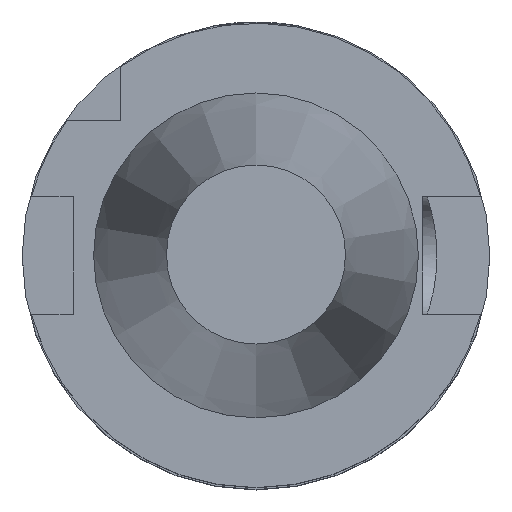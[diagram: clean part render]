
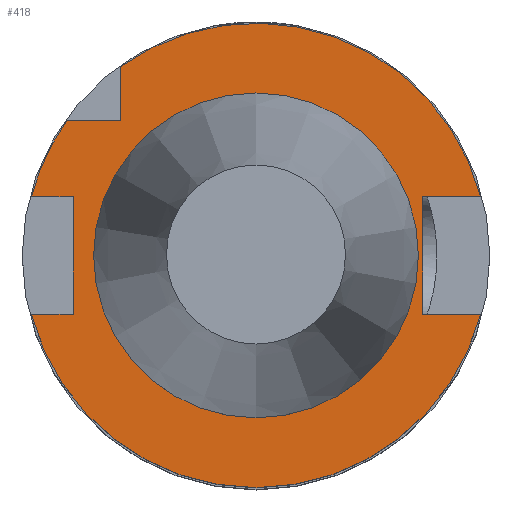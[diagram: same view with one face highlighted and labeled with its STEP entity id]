
A CAD part, top view. The second image highlights one B-rep face of the part: STEP entity #418.
In plain terms, the highlighted planar face has unit normal (0, 0, 1).
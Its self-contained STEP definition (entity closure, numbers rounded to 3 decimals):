
#204=EDGE_CURVE('240[2]',#583,#559,#584,.T.);
#211=EDGE_CURVE('240[2]',#595,#583,#596,.T.);
#226=EDGE_CURVE('240[2]',#618,#619,#620,.T.);
#238=EDGE_CURVE('240[2]',#637,#638,#639,.T.);
#243=EDGE_CURVE('240[2]',#645,#619,#646,.T.);
#262=EDGE_CURVE('240[2]',#559,#678,#679,.T.);
#275=EDGE_CURVE('240[2]',#695,#695,#696,.T.);
#316=EDGE_CURVE('240[2]',#595,#638,#755,.T.);
#369=EDGE_CURVE('240[2]',#645,#637,#825,.T.);
#418=ADVANCED_FACE('240[2]',(#885,#886),#887,.T.);
#478=EDGE_CURVE('240[2]',#533,#618,#957,.T.);
#497=EDGE_CURVE('240[2]',#818,#533,#978,.T.);
#501=EDGE_CURVE('240[2]',#818,#678,#982,.T.);
#533=VERTEX_POINT('',#1007);
#559=VERTEX_POINT('',#1044);
#583=VERTEX_POINT('',#1142);
#584=LINE('',#1143,#1144);
#595=VERTEX_POINT('',#1159);
#596=LINE('',#1160,#1161);
#618=VERTEX_POINT('',#1209);
#619=VERTEX_POINT('',#1210);
#620=LINE('',#1211,#1212);
#637=VERTEX_POINT('',#1235);
#638=VERTEX_POINT('',#1236);
#639=LINE('',#1237,#1238);
#645=VERTEX_POINT('',#1246);
#646=CIRCLE('',#1247,31.775);
#678=VERTEX_POINT('',#1289);
#679=LINE('',#1290,#1291);
#695=VERTEX_POINT('',#1313);
#696=CIRCLE('',#1314,22.225);
#755=CIRCLE('',#1484,31.775);
#818=VERTEX_POINT('',#1606);
#825=LINE('',#1616,#1617);
#885=FACE_BOUND('',#1719,.T.);
#886=FACE_OUTER_BOUND('',#1720,.T.);
#887=PLANE('',#1721);
#957=LINE('',#1838,#1839);
#978=LINE('',#1881,#1882);
#982=CIRCLE('',#1889,31.775);
#1007=CARTESIAN_POINT('',(22.8,-8.05,-1.));
#1044=CARTESIAN_POINT('',(-25.,-8.05,-1.));
#1142=CARTESIAN_POINT('',(-25.0,8.05,-1.));
#1143=CARTESIAN_POINT('',(-25.0,13.5,-1.));
#1144=VECTOR('',#1995,1.0);
#1159=CARTESIAN_POINT('',(-30.738,8.05,-1.));
#1160=CARTESIAN_POINT('',(-14.575,8.05,-1.));
#1161=VECTOR('',#2003,1.0);
#1209=CARTESIAN_POINT('',(22.8,8.05,-1.0));
#1210=CARTESIAN_POINT('',(30.738,8.05,-1.0));
#1211=CARTESIAN_POINT('',(14.025,8.05,-1.0));
#1212=VECTOR('',#2019,1.0);
#1235=CARTESIAN_POINT('',(-18.5,18.5,-1.0));
#1236=CARTESIAN_POINT('',(-25.834,18.5,-1.));
#1237=CARTESIAN_POINT('',(-11.833,18.5,-1.0));
#1238=VECTOR('',#2040,1.0);
#1246=CARTESIAN_POINT('',(-18.5,25.834,-1.));
#1247=AXIS2_PLACEMENT_3D('',#2049,#2050,#2051);
#1289=CARTESIAN_POINT('',(-30.738,-8.05,-1.));
#1290=CARTESIAN_POINT('',(-14.575,-8.05,-1.));
#1291=VECTOR('',#2081,1.0);
#1313=CARTESIAN_POINT('',(0.,22.225,-1.0));
#1314=AXIS2_PLACEMENT_3D('',#2118,#2119,#2120);
#1484=AXIS2_PLACEMENT_3D('',#2189,#2190,#2191);
#1606=CARTESIAN_POINT('',(30.738,-8.05,-1.));
#1616=CARTESIAN_POINT('',(-18.5,25.333,-1.0));
#1617=VECTOR('',#2288,1.0);
#1719=EDGE_LOOP('',(#2343));
#1720=EDGE_LOOP('',(#2344,#2345,#2346,#2347,#2348,#2349,#2350,#2351,#2352,#2353,#2354));
#1721=AXIS2_PLACEMENT_3D('',#2355,#2356,#2357);
#1838=CARTESIAN_POINT('',(22.8,13.5,-1.0));
#1839=VECTOR('',#2443,1.0);
#1881=CARTESIAN_POINT('',(14.025,-8.05,-1.));
#1882=VECTOR('',#2464,1.0);
#1889=AXIS2_PLACEMENT_3D('',#2466,#2467,#2468);
#1995=DIRECTION('',(0.,-1.0,0.));
#2003=DIRECTION('',(1.0,0.,0.));
#2019=DIRECTION('',(1.0,0.0,0.));
#2040=DIRECTION('',(-1.0,0.,0.));
#2049=CARTESIAN_POINT('',(0.,0.,-1.));
#2050=DIRECTION('',(0.,0.,-1.0));
#2051=DIRECTION('',(0.,1.0,0.));
#2081=DIRECTION('',(-1.0,0.,0.));
#2118=CARTESIAN_POINT('',(0.,0.,-1.));
#2119=DIRECTION('',(0.,0.,-1.0));
#2120=DIRECTION('',(0.,1.0,0.));
#2189=CARTESIAN_POINT('',(0.,0.,-1.));
#2190=DIRECTION('',(0.,0.,-1.0));
#2191=DIRECTION('',(0.,1.0,0.));
#2288=DIRECTION('',(0.,-1.0,0.));
#2343=ORIENTED_EDGE('',*,*,#275,.T.);
#2344=ORIENTED_EDGE('',*,*,#369,.T.);
#2345=ORIENTED_EDGE('',*,*,#238,.T.);
#2346=ORIENTED_EDGE('',*,*,#316,.F.);
#2347=ORIENTED_EDGE('',*,*,#211,.T.);
#2348=ORIENTED_EDGE('',*,*,#204,.T.);
#2349=ORIENTED_EDGE('',*,*,#262,.T.);
#2350=ORIENTED_EDGE('',*,*,#501,.F.);
#2351=ORIENTED_EDGE('',*,*,#497,.T.);
#2352=ORIENTED_EDGE('',*,*,#478,.T.);
#2353=ORIENTED_EDGE('',*,*,#226,.T.);
#2354=ORIENTED_EDGE('',*,*,#243,.F.);
#2355=CARTESIAN_POINT('',(0.,27.0,-1.0));
#2356=DIRECTION('',(0.,0.,1.0));
#2357=DIRECTION('',(0.,-1.0,0.));
#2443=DIRECTION('',(0.,1.0,0.));
#2464=DIRECTION('',(-1.0,0.,0.));
#2466=CARTESIAN_POINT('',(0.,0.,-1.));
#2467=DIRECTION('',(0.,0.,-1.0));
#2468=DIRECTION('',(0.,1.0,0.));
